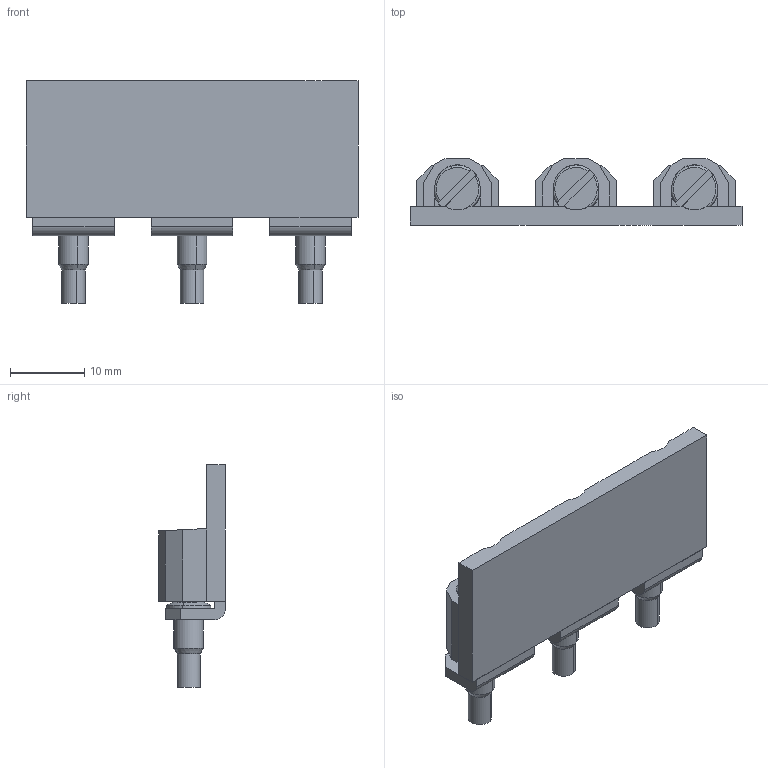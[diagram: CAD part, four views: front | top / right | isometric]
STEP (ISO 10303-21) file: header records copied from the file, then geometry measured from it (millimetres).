
FILE_DESCRIPTION(('CATIA V5 STEP Exchange','CAx-IF Rec.Pracs.--- Model Styling and Organization---1.4--- 2014-01-23'),'2;1');
FILE_NAME ('005782-5_0', '2023-02-24T09:42:53+00:00', ('none'), ('Weidmueller'), 'CATIA Version 5-6 Release 2016 SP3 HF44', 'CATIA V5 STEP AP214', 'none');
FILE_SCHEMA(('AUTOMOTIVE_DESIGN { 1 0 10303 214 1 1 1 1 }'));
Length unit declared in the file: millimetre
Products named in the file (1): 1079300000
Bounding box: 44.8 x 9 x 30.05 mm (x, y, z)
Volume: 3298.6 mm3; surface area: 4719.3 mm2
Topology: 10 solids, 10 shells, 207 faces, 530 edges, 343 vertices
Faces by surface type: plane 111, cylinder 48, cone 30, torus 18
Entity records: 6010 total; most frequent: CARTESIAN_POINT 1289, ORIENTED_EDGE 1060, DIRECTION 766, EDGE_CURVE 530, VERTEX_POINT 343, VECTOR 341, LINE 341, AXIS2_PLACEMENT_3D 293
